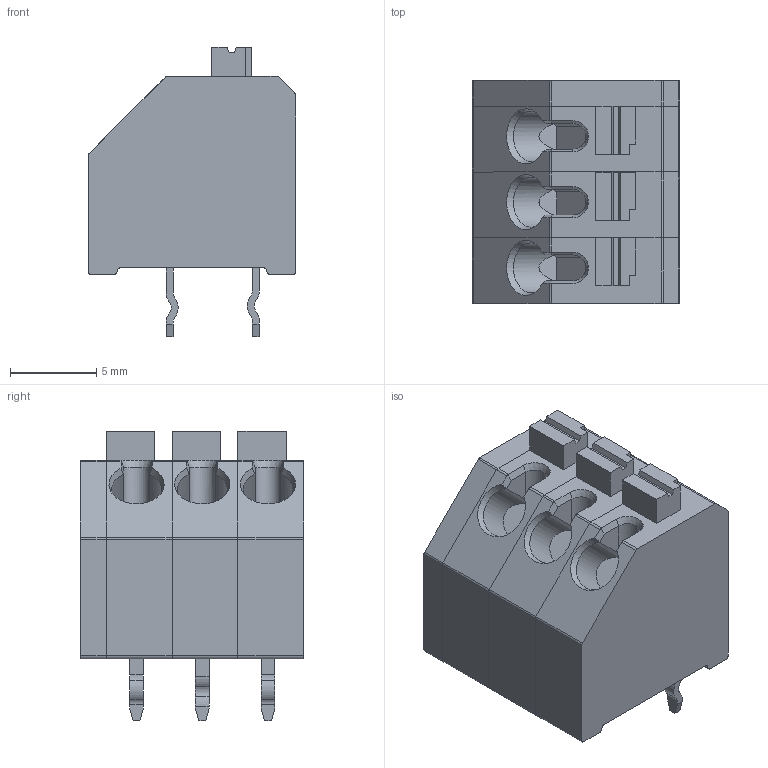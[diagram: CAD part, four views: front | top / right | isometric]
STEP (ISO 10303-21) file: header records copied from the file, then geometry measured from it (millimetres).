
FILE_DESCRIPTION(/* description */ ('Unknown'),/* implementation_level */ '2;1');
FILE_NAME(/* name */ '691412320003M',/* time_stamp */ '2017-03-23T10:51:02+01:00',/* author */ ('Unknown'),/* organization */ ('Unknown'),/* preprocessor_version */ 'ST-DEVELOPER v16.7',/* originating_system */ 'DEX',/* authorisation */ $);
FILE_SCHEMA (('AUTOMOTIVE_DESIGN {1 0 10303 214 3 1 1}'));
Length unit declared in the file: millimetre
Products named in the file (4): 6914123200xxM; MRT24P3.81V02_SX1; MRT24P3.81V02_CNT4; MRT24P3.81V02_CNT5
Assembly tree (4 placements, depth 2):
  6914123200xxM
    MRT24P3.81V02_SX1
    MRT24P3.81V02_CNT4
    MRT24P3.81V02_CNT5  x2
Bounding box: 12 x 12.93 x 16.8 mm (x, y, z)
Volume: 1541.5 mm3; surface area: 1747 mm2
Topology: 4 solids, 4 shells, 252 faces, 683 edges, 451 vertices
Faces by surface type: plane 160, cylinder 81, cone 11
Entity records: 7295 total; most frequent: CARTESIAN_POINT 1070, DIRECTION 1038, ORIENTED_EDGE 996, EDGE_CURVE 498, AXIS2_PLACEMENT_3D 352, LINE 334, VECTOR 334, VERTEX_POINT 332
